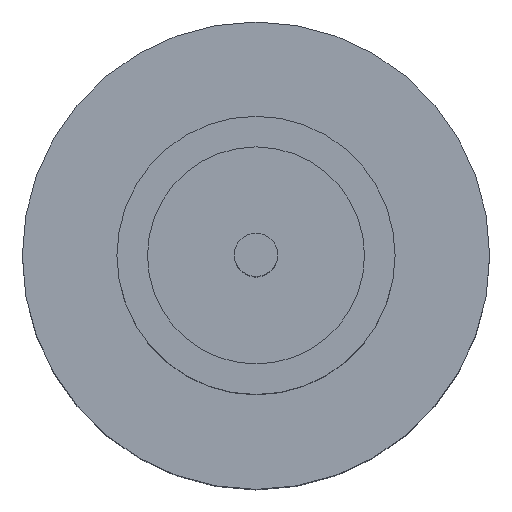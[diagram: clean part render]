
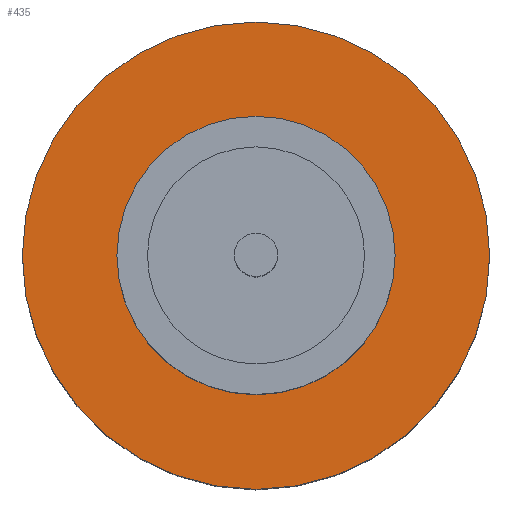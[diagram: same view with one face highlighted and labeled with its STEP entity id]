
A CAD part, top view. The second image highlights one B-rep face of the part: STEP entity #435.
In plain terms, the highlighted planar face has unit normal (0, 0, 1).
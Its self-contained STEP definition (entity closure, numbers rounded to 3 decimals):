
#3 = DIRECTION ( 'NONE',  ( 0., 0., 1. ) ) ;
#10 = AXIS2_PLACEMENT_3D ( 'NONE', #356, #571, #944 ) ;
#54 = ORIENTED_EDGE ( 'NONE', *, *, #68, .F. ) ;
#57 = DIRECTION ( 'NONE',  ( 0., 0., 1. ) ) ;
#61 = AXIS2_PLACEMENT_3D ( 'NONE', #456, #3, #146 ) ;
#68 = EDGE_CURVE ( 'NONE', #509, #530, #197, .T. ) ;
#77 = EDGE_CURVE ( 'NONE', #203, #132, #888, .T. ) ;
#101 = DIRECTION ( 'NONE',  ( 0., 0., 1. ) ) ;
#122 = PLANE ( 'NONE',  #829 ) ;
#132 = VERTEX_POINT ( 'NONE', #479 ) ;
#146 = DIRECTION ( 'NONE',  ( 1., 0., 0. ) ) ;
#150 = CARTESIAN_POINT ( 'NONE',  ( 0., 0., 1.55 ) ) ;
#197 = CIRCLE ( 'NONE', #61, 1.25 ) ;
#203 = VERTEX_POINT ( 'NONE', #399 ) ;
#222 = FACE_BOUND ( 'NONE', #543, .T. ) ;
#249 = ORIENTED_EDGE ( 'NONE', *, *, #426, .F. ) ;
#277 = DIRECTION ( 'NONE',  ( 1., 0., 0. ) ) ;
#301 = EDGE_CURVE ( 'NONE', #132, #203, #750, .T. ) ;
#308 = AXIS2_PLACEMENT_3D ( 'NONE', #150, #667, #690 ) ;
#326 = CARTESIAN_POINT ( 'NONE',  ( 0., 0., 1.55 ) ) ;
#356 = CARTESIAN_POINT ( 'NONE',  ( 0., 0., 1.55 ) ) ;
#375 = AXIS2_PLACEMENT_3D ( 'NONE', #326, #101, #840 ) ;
#399 = CARTESIAN_POINT ( 'NONE',  ( 2.1, 0., 1.55 ) ) ;
#426 = EDGE_CURVE ( 'NONE', #530, #509, #612, .T. ) ;
#435 = ADVANCED_FACE ( 'NONE', ( #222, #830 ), #122, .T. ) ;
#456 = CARTESIAN_POINT ( 'NONE',  ( 0., 0., 1.55 ) ) ;
#479 = CARTESIAN_POINT ( 'NONE',  ( -2.1, 0., 1.55 ) ) ;
#509 = VERTEX_POINT ( 'NONE', #874 ) ;
#530 = VERTEX_POINT ( 'NONE', #585 ) ;
#543 = EDGE_LOOP ( 'NONE', ( #249, #54 ) ) ;
#565 = ORIENTED_EDGE ( 'NONE', *, *, #301, .T. ) ;
#571 = DIRECTION ( 'NONE',  ( 0., 0., 1. ) ) ;
#585 = CARTESIAN_POINT ( 'NONE',  ( 1.25, 0., 1.55 ) ) ;
#612 = CIRCLE ( 'NONE', #10, 1.25 ) ;
#632 = ORIENTED_EDGE ( 'NONE', *, *, #77, .T. ) ;
#641 = CARTESIAN_POINT ( 'NONE',  ( 0., 0., 1.55 ) ) ;
#667 = DIRECTION ( 'NONE',  ( 0., 0., 1. ) ) ;
#690 = DIRECTION ( 'NONE',  ( 1., 0., 0. ) ) ;
#750 = CIRCLE ( 'NONE', #375, 2.1 ) ;
#822 = EDGE_LOOP ( 'NONE', ( #565, #632 ) ) ;
#829 = AXIS2_PLACEMENT_3D ( 'NONE', #641, #57, #277 ) ;
#830 = FACE_OUTER_BOUND ( 'NONE', #822, .T. ) ;
#840 = DIRECTION ( 'NONE',  ( 1., 0., 0. ) ) ;
#874 = CARTESIAN_POINT ( 'NONE',  ( -1.25, 0., 1.55 ) ) ;
#888 = CIRCLE ( 'NONE', #308, 2.1 ) ;
#944 = DIRECTION ( 'NONE',  ( 1., 0., 0. ) ) ;
